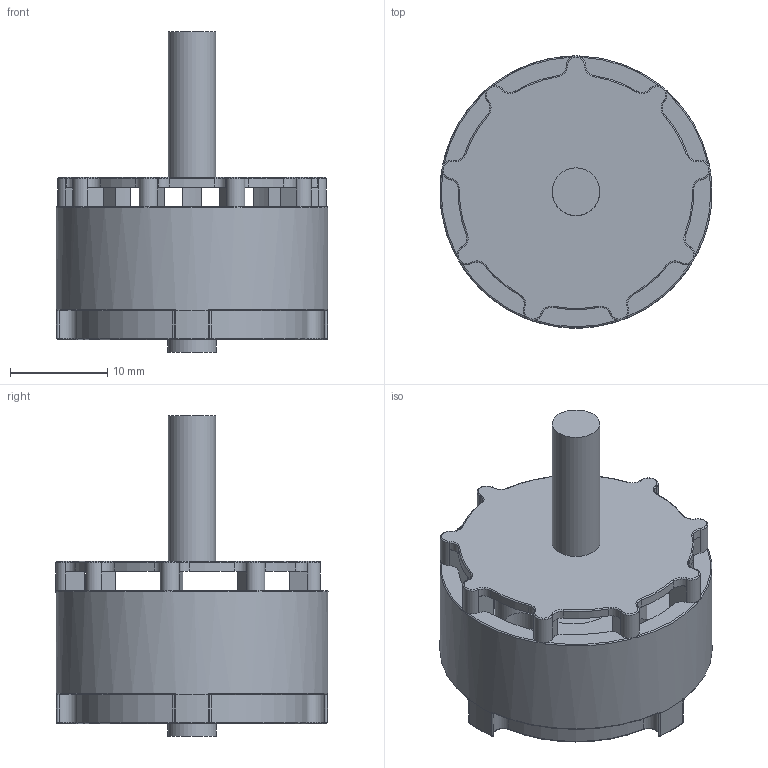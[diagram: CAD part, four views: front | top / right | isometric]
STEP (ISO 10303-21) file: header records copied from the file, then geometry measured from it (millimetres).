
FILE_DESCRIPTION(/* description */ (''),/* implementation_level */ '2;1');
FILE_NAME(/* name */ 'Emax Rs2205 v1.step',/* time_stamp */ '2016-09-03T14:18:18-04:00',/* author */ (''),/* organization */ (''),/* preprocessor_version */ 'ST-DEVELOPER v16.5',/* originating_system */ 'Autodesk Translation Framework v5.1.0.2740',/* authorisation */ '');
FILE_SCHEMA (('AUTOMOTIVE_DESIGN { 1 0 10303 214 3 1 1 }'));
Length unit declared in the file: centimetre
Products named in the file (1): Emax Rs2205 v1
Bounding box: 27.99 x 28 x 33 mm (x, y, z)
Volume: 7100.9 mm3; surface area: 5402.2 mm2
Topology: 2 solids, 2 shells, 259 faces, 715 edges, 427 vertices
Faces by surface type: cylinder 133, torus 63, plane 37, bspline 20, sphere 6
Full cylindrical faces by diameter (mm): 3.25 x8, 4.901 x1, 5 x1, 28 x1
Entity records: 8774 total; most frequent: CARTESIAN_POINT 1990, DIRECTION 1570, ORIENTED_EDGE 1368, EDGE_CURVE 684, AXIS2_PLACEMENT_3D 667, VERTEX_POINT 425, CIRCLE 421, EDGE_LOOP 287
